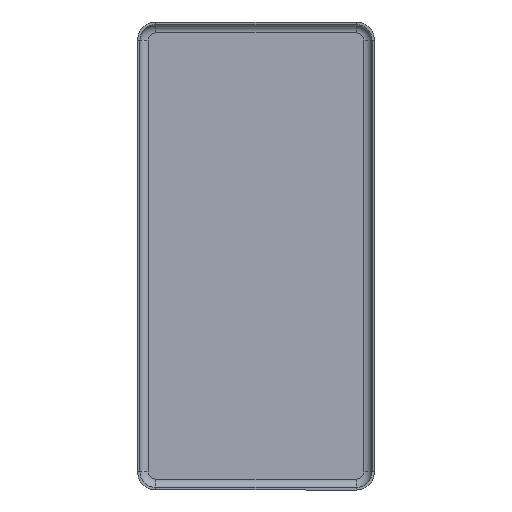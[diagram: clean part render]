
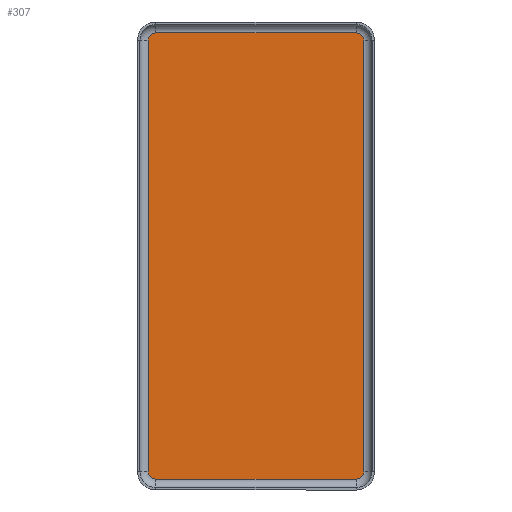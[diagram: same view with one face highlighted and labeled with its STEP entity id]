
A CAD part, front view. The second image highlights one B-rep face of the part: STEP entity #307.
In plain terms, the highlighted planar face has unit normal (0, -1, 0).
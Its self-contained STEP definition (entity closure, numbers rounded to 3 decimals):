
#8 = VECTOR ( 'NONE', #417, 1000. ) ;
#11 = CARTESIAN_POINT ( 'NONE',  ( -8.25, -0.2, 17.75 ) ) ;
#54 = PLANE ( 'NONE',  #968 ) ;
#60 = CARTESIAN_POINT ( 'NONE',  ( 8.85, -0.2, -17.75 ) ) ;
#62 = LINE ( 'NONE', #420, #785 ) ;
#63 = CARTESIAN_POINT ( 'NONE',  ( -8.85, -0.2, -17.75 ) ) ;
#99 = CARTESIAN_POINT ( 'NONE',  ( 8.25, -0.2, 18.35 ) ) ;
#108 = DIRECTION ( 'NONE',  ( 0., 0., -1. ) ) ;
#109 = AXIS2_PLACEMENT_3D ( 'NONE', #11, #996, #822 ) ;
#131 = VECTOR ( 'NONE', #108, 1000. ) ;
#161 = CARTESIAN_POINT ( 'NONE',  ( 8.25, -0.2, 17.75 ) ) ;
#171 = CARTESIAN_POINT ( 'NONE',  ( -8.25, -0.2, 18.35 ) ) ;
#227 = DIRECTION ( 'NONE',  ( 0., 1., 0. ) ) ;
#249 = DIRECTION ( 'NONE',  ( 0., 1., 0. ) ) ;
#275 = CIRCLE ( 'NONE', #319, 0.6 ) ;
#296 = CARTESIAN_POINT ( 'NONE',  ( -8.25, -0.2, -18.35 ) ) ;
#307 = ADVANCED_FACE ( 'NONE', ( #776 ), #54, .T. ) ;
#309 = CARTESIAN_POINT ( 'NONE',  ( 8.25, -0.2, -18.35 ) ) ;
#315 = CARTESIAN_POINT ( 'NONE',  ( -8.25, -0.2, 18.35 ) ) ;
#319 = AXIS2_PLACEMENT_3D ( 'NONE', #1143, #249, #886 ) ;
#330 = ORIENTED_EDGE ( 'NONE', *, *, #734, .F. ) ;
#335 = EDGE_CURVE ( 'NONE', #1030, #1060, #62, .T. ) ;
#350 = ORIENTED_EDGE ( 'NONE', *, *, #1016, .F. ) ;
#380 = ORIENTED_EDGE ( 'NONE', *, *, #546, .F. ) ;
#392 = VERTEX_POINT ( 'NONE', #99 ) ;
#396 = LINE ( 'NONE', #315, #411 ) ;
#403 = CARTESIAN_POINT ( 'NONE',  ( 8.25, -0.2, -17.75 ) ) ;
#407 = DIRECTION ( 'NONE',  ( 1., 0., 0. ) ) ;
#411 = VECTOR ( 'NONE', #407, 1000. ) ;
#417 = DIRECTION ( 'NONE',  ( 0., 0., 1. ) ) ;
#420 = CARTESIAN_POINT ( 'NONE',  ( 8.25, -0.2, -18.35 ) ) ;
#425 = CARTESIAN_POINT ( 'NONE',  ( 8.85, -0.2, 17.75 ) ) ;
#440 = VERTEX_POINT ( 'NONE', #171 ) ;
#446 = CIRCLE ( 'NONE', #109, 0.6 ) ;
#488 = DIRECTION ( 'NONE',  ( 0., 0., 1. ) ) ;
#518 = VERTEX_POINT ( 'NONE', #731 ) ;
#519 = DIRECTION ( 'NONE',  ( 0., -1., 0. ) ) ;
#546 = EDGE_CURVE ( 'NONE', #669, #440, #446, .T. ) ;
#552 = ORIENTED_EDGE ( 'NONE', *, *, #889, .F. ) ;
#595 = EDGE_CURVE ( 'NONE', #629, #1030, #617, .T. ) ;
#601 = AXIS2_PLACEMENT_3D ( 'NONE', #644, #807, #1082 ) ;
#609 = ORIENTED_EDGE ( 'NONE', *, *, #794, .F. ) ;
#617 = CIRCLE ( 'NONE', #732, 0.6 ) ;
#629 = VERTEX_POINT ( 'NONE', #60 ) ;
#634 = VERTEX_POINT ( 'NONE', #425 ) ;
#644 = CARTESIAN_POINT ( 'NONE',  ( 8.25, -0.2, 17.75 ) ) ;
#669 = VERTEX_POINT ( 'NONE', #1160 ) ;
#693 = DIRECTION ( 'NONE',  ( -1., 0., 0. ) ) ;
#720 = EDGE_CURVE ( 'NONE', #518, #669, #874, .T. ) ;
#731 = CARTESIAN_POINT ( 'NONE',  ( -8.85, -0.2, -17.75 ) ) ;
#732 = AXIS2_PLACEMENT_3D ( 'NONE', #403, #227, #488 ) ;
#734 = EDGE_CURVE ( 'NONE', #1060, #518, #275, .T. ) ;
#776 = FACE_OUTER_BOUND ( 'NONE', #1021, .T. ) ;
#785 = VECTOR ( 'NONE', #693, 1000. ) ;
#794 = EDGE_CURVE ( 'NONE', #392, #634, #1106, .T. ) ;
#807 = DIRECTION ( 'NONE',  ( 0., 1., 0. ) ) ;
#822 = DIRECTION ( 'NONE',  ( 0., 0., 1. ) ) ;
#874 = LINE ( 'NONE', #63, #8 ) ;
#886 = DIRECTION ( 'NONE',  ( 0., 0., 1. ) ) ;
#889 = EDGE_CURVE ( 'NONE', #634, #629, #1173, .T. ) ;
#893 = ORIENTED_EDGE ( 'NONE', *, *, #720, .F. ) ;
#897 = CARTESIAN_POINT ( 'NONE',  ( 8.85, -0.2, 17.75 ) ) ;
#968 = AXIS2_PLACEMENT_3D ( 'NONE', #161, #519, #1043 ) ;
#980 = ORIENTED_EDGE ( 'NONE', *, *, #595, .F. ) ;
#996 = DIRECTION ( 'NONE',  ( 0., 1., 0. ) ) ;
#1016 = EDGE_CURVE ( 'NONE', #440, #392, #396, .T. ) ;
#1021 = EDGE_LOOP ( 'NONE', ( #609, #350, #380, #893, #330, #1170, #980, #552 ) ) ;
#1030 = VERTEX_POINT ( 'NONE', #309 ) ;
#1043 = DIRECTION ( 'NONE',  ( 0., 0., -1. ) ) ;
#1060 = VERTEX_POINT ( 'NONE', #296 ) ;
#1082 = DIRECTION ( 'NONE',  ( 0., 0., 1. ) ) ;
#1106 = CIRCLE ( 'NONE', #601, 0.6 ) ;
#1143 = CARTESIAN_POINT ( 'NONE',  ( -8.25, -0.2, -17.75 ) ) ;
#1160 = CARTESIAN_POINT ( 'NONE',  ( -8.85, -0.2, 17.75 ) ) ;
#1170 = ORIENTED_EDGE ( 'NONE', *, *, #335, .F. ) ;
#1173 = LINE ( 'NONE', #897, #131 ) ;
